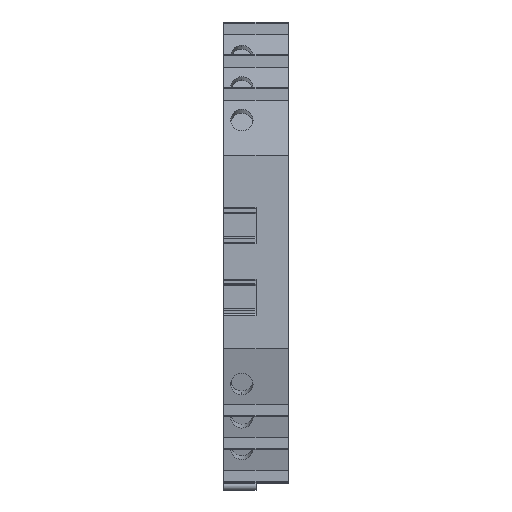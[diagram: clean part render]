
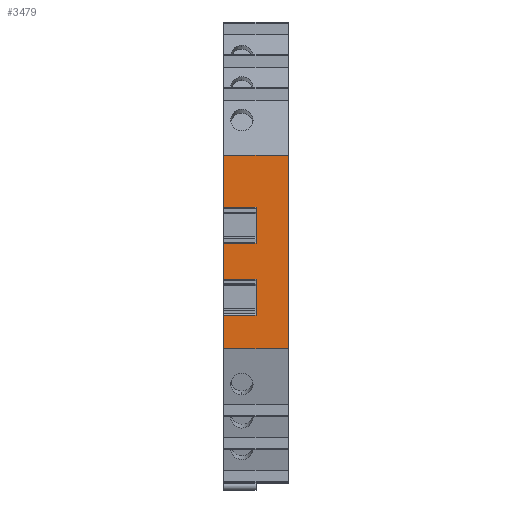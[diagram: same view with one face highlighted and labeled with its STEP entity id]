
A CAD part, top view. The second image highlights one B-rep face of the part: STEP entity #3479.
In plain terms, the highlighted planar face has unit normal (0, 0, 1).
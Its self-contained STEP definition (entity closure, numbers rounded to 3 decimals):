
#3402=AXIS2_PLACEMENT_3D('Plane Axis2P3D',#3399,#3400,#3401) ;
#1725=CARTESIAN_POINT('Vertex',(0.,26.488,79.34)) ;
#1728=CARTESIAN_POINT('Line Origine',(0.,26.788,79.34)) ;
#1732=CARTESIAN_POINT('Vertex',(0.,27.088,79.34)) ;
#1735=CARTESIAN_POINT('Line Origine',(0.,27.346,79.34)) ;
#1739=CARTESIAN_POINT('Vertex',(0.,27.603,79.34)) ;
#1742=CARTESIAN_POINT('Line Origine',(0.,28.535,79.34)) ;
#1746=CARTESIAN_POINT('Vertex',(0.,29.467,79.34)) ;
#1749=CARTESIAN_POINT('Line Origine',(0.,29.624,79.34)) ;
#1753=CARTESIAN_POINT('Vertex',(0.,29.782,79.34)) ;
#1756=CARTESIAN_POINT('Line Origine',(0.,31.279,79.34)) ;
#1760=CARTESIAN_POINT('Vertex',(0.,32.775,79.34)) ;
#1911=CARTESIAN_POINT('Vertex',(0.,39.575,79.34)) ;
#1914=CARTESIAN_POINT('Line Origine',(0.,40.39,79.34)) ;
#1918=CARTESIAN_POINT('Vertex',(0.,41.204,79.34)) ;
#1922=CARTESIAN_POINT('Control Point',(0.,44.821,79.34)) ;
#1923=CARTESIAN_POINT('Control Point',(0.,41.204,79.34)) ;
#1924=CARTESIAN_POINT('Vertex',(0.,44.821,79.34)) ;
#1927=CARTESIAN_POINT('Line Origine',(0.,45.567,79.34)) ;
#1931=CARTESIAN_POINT('Vertex',(0.,46.313,79.34)) ;
#2082=CARTESIAN_POINT('Vertex',(0.,53.113,79.34)) ;
#2085=CARTESIAN_POINT('Line Origine',(0.,54.603,79.34)) ;
#2089=CARTESIAN_POINT('Vertex',(0.,56.092,79.34)) ;
#2093=CARTESIAN_POINT('Control Point',(0.,59.343,79.34)) ;
#2094=CARTESIAN_POINT('Control Point',(0.,56.092,79.34)) ;
#2095=CARTESIAN_POINT('Vertex',(0.,59.343,79.34)) ;
#2098=CARTESIAN_POINT('Line Origine',(0.,59.539,79.34)) ;
#2102=CARTESIAN_POINT('Vertex',(0.,59.735,79.34)) ;
#2105=CARTESIAN_POINT('Line Origine',(0.,60.667,79.34)) ;
#2109=CARTESIAN_POINT('Vertex',(0.,61.599,79.34)) ;
#2112=CARTESIAN_POINT('Line Origine',(0.,61.856,79.34)) ;
#2116=CARTESIAN_POINT('Vertex',(0.,62.114,79.34)) ;
#2119=CARTESIAN_POINT('Line Origine',(0.,62.501,79.34)) ;
#2123=CARTESIAN_POINT('Vertex',(0.,62.888,79.34)) ;
#3329=CARTESIAN_POINT('Line Origine',(6.1,62.888,79.34)) ;
#3333=CARTESIAN_POINT('Vertex',(12.2,62.888,79.34)) ;
#3399=CARTESIAN_POINT('Axis2P3D Location',(0.,60.226,79.34)) ;
#3404=CARTESIAN_POINT('Line Origine',(3.05,32.775,79.34)) ;
#3408=CARTESIAN_POINT('Vertex',(6.1,32.775,79.34)) ;
#3411=CARTESIAN_POINT('Line Origine',(6.1,26.488,79.34)) ;
#3415=CARTESIAN_POINT('Vertex',(12.2,26.488,79.34)) ;
#3418=CARTESIAN_POINT('Line Origine',(12.2,44.688,79.34)) ;
#3423=CARTESIAN_POINT('Line Origine',(3.05,53.113,79.34)) ;
#3427=CARTESIAN_POINT('Vertex',(6.1,53.113,79.34)) ;
#3430=CARTESIAN_POINT('Line Origine',(6.1,49.713,79.34)) ;
#3434=CARTESIAN_POINT('Vertex',(6.1,46.313,79.34)) ;
#3437=CARTESIAN_POINT('Line Origine',(3.05,46.313,79.34)) ;
#3442=CARTESIAN_POINT('Line Origine',(3.05,39.575,79.34)) ;
#3446=CARTESIAN_POINT('Vertex',(6.1,39.575,79.34)) ;
#3449=CARTESIAN_POINT('Line Origine',(6.1,36.175,79.34)) ;
#1729=DIRECTION('Vector Direction',(0.,1.,0.)) ;
#1736=DIRECTION('Vector Direction',(0.,1.,0.)) ;
#1743=DIRECTION('Vector Direction',(0.,-1.,0.)) ;
#1750=DIRECTION('Vector Direction',(0.,1.,0.)) ;
#1757=DIRECTION('Vector Direction',(0.,-1.,0.)) ;
#1915=DIRECTION('Vector Direction',(0.,-1.,0.)) ;
#1928=DIRECTION('Vector Direction',(0.,-1.,0.)) ;
#2086=DIRECTION('Vector Direction',(0.,1.,0.)) ;
#2099=DIRECTION('Vector Direction',(0.,1.,0.)) ;
#2106=DIRECTION('Vector Direction',(0.,1.,0.)) ;
#2113=DIRECTION('Vector Direction',(0.,1.,0.)) ;
#2120=DIRECTION('Vector Direction',(0.,1.,0.)) ;
#3330=DIRECTION('Vector Direction',(1.,0.,0.)) ;
#3400=DIRECTION('Axis2P3D Direction',(0.,0.,-1.)) ;
#3401=DIRECTION('Axis2P3D XDirection',(0.,1.,0.)) ;
#3405=DIRECTION('Vector Direction',(-1.,0.,0.)) ;
#3412=DIRECTION('Vector Direction',(1.,0.,0.)) ;
#3419=DIRECTION('Vector Direction',(0.,-1.,0.)) ;
#3424=DIRECTION('Vector Direction',(-1.,0.,0.)) ;
#3431=DIRECTION('Vector Direction',(0.,-1.,0.)) ;
#3438=DIRECTION('Vector Direction',(-1.,0.,0.)) ;
#3443=DIRECTION('Vector Direction',(-1.,0.,0.)) ;
#3450=DIRECTION('Vector Direction',(0.,-1.,0.)) ;
#1730=VECTOR('Line Direction',#1729,1.) ;
#1737=VECTOR('Line Direction',#1736,1.) ;
#1744=VECTOR('Line Direction',#1743,1.) ;
#1751=VECTOR('Line Direction',#1750,1.) ;
#1758=VECTOR('Line Direction',#1757,1.) ;
#1916=VECTOR('Line Direction',#1915,1.) ;
#1929=VECTOR('Line Direction',#1928,1.) ;
#2087=VECTOR('Line Direction',#2086,1.) ;
#2100=VECTOR('Line Direction',#2099,1.) ;
#2107=VECTOR('Line Direction',#2106,1.) ;
#2114=VECTOR('Line Direction',#2113,1.) ;
#2121=VECTOR('Line Direction',#2120,1.) ;
#3331=VECTOR('Line Direction',#3330,1.) ;
#3406=VECTOR('Line Direction',#3405,1.) ;
#3413=VECTOR('Line Direction',#3412,1.) ;
#3420=VECTOR('Line Direction',#3419,1.) ;
#3425=VECTOR('Line Direction',#3424,1.) ;
#3432=VECTOR('Line Direction',#3431,1.) ;
#3439=VECTOR('Line Direction',#3438,1.) ;
#3444=VECTOR('Line Direction',#3443,1.) ;
#3451=VECTOR('Line Direction',#3450,1.) ;
#3455=ORIENTED_EDGE('',*,*,#3410,.T.) ;
#3456=ORIENTED_EDGE('',*,*,#1762,.F.) ;
#3457=ORIENTED_EDGE('',*,*,#1755,.F.) ;
#3458=ORIENTED_EDGE('',*,*,#1748,.F.) ;
#3459=ORIENTED_EDGE('',*,*,#1741,.F.) ;
#3460=ORIENTED_EDGE('',*,*,#1734,.F.) ;
#3461=ORIENTED_EDGE('',*,*,#3417,.T.) ;
#3462=ORIENTED_EDGE('',*,*,#3422,.F.) ;
#3463=ORIENTED_EDGE('',*,*,#3335,.F.) ;
#3464=ORIENTED_EDGE('',*,*,#2125,.F.) ;
#3465=ORIENTED_EDGE('',*,*,#2118,.F.) ;
#3466=ORIENTED_EDGE('',*,*,#2111,.F.) ;
#3467=ORIENTED_EDGE('',*,*,#2104,.F.) ;
#3468=ORIENTED_EDGE('',*,*,#2097,.F.) ;
#3469=ORIENTED_EDGE('',*,*,#2091,.F.) ;
#3470=ORIENTED_EDGE('',*,*,#3429,.F.) ;
#3471=ORIENTED_EDGE('',*,*,#3436,.F.) ;
#3472=ORIENTED_EDGE('',*,*,#3441,.T.) ;
#3473=ORIENTED_EDGE('',*,*,#1933,.F.) ;
#3474=ORIENTED_EDGE('',*,*,#1926,.F.) ;
#3475=ORIENTED_EDGE('',*,*,#1920,.F.) ;
#3476=ORIENTED_EDGE('',*,*,#3448,.F.) ;
#3477=ORIENTED_EDGE('',*,*,#3453,.F.) ;
#3479=ADVANCED_FACE('GEHAEUSE',(#3478),#3403,.F.) ;
#1921=B_SPLINE_CURVE_WITH_KNOTS('',1,(#1922,#1923),.UNSPECIFIED.,.F.,.U.,(2,2),(0.,3.617),.UNSPECIFIED.) ;
#2092=B_SPLINE_CURVE_WITH_KNOTS('',1,(#2093,#2094),.UNSPECIFIED.,.F.,.U.,(2,2),(0.,3.251),.UNSPECIFIED.) ;
#1734=EDGE_CURVE('',#1726,#1733,#1731,.T.) ;
#1741=EDGE_CURVE('',#1733,#1740,#1738,.T.) ;
#1748=EDGE_CURVE('',#1740,#1747,#1745,.F.) ;
#1755=EDGE_CURVE('',#1747,#1754,#1752,.T.) ;
#1762=EDGE_CURVE('',#1754,#1761,#1759,.F.) ;
#1920=EDGE_CURVE('',#1912,#1919,#1917,.F.) ;
#1926=EDGE_CURVE('',#1919,#1925,#1921,.F.) ;
#1933=EDGE_CURVE('',#1925,#1932,#1930,.F.) ;
#2091=EDGE_CURVE('',#2083,#2090,#2088,.T.) ;
#2097=EDGE_CURVE('',#2090,#2096,#2092,.F.) ;
#2104=EDGE_CURVE('',#2096,#2103,#2101,.T.) ;
#2111=EDGE_CURVE('',#2103,#2110,#2108,.T.) ;
#2118=EDGE_CURVE('',#2110,#2117,#2115,.T.) ;
#2125=EDGE_CURVE('',#2117,#2124,#2122,.T.) ;
#3335=EDGE_CURVE('',#2124,#3334,#3332,.T.) ;
#3410=EDGE_CURVE('',#3409,#1761,#3407,.T.) ;
#3417=EDGE_CURVE('',#1726,#3416,#3414,.T.) ;
#3422=EDGE_CURVE('',#3334,#3416,#3421,.T.) ;
#3429=EDGE_CURVE('',#3428,#2083,#3426,.T.) ;
#3436=EDGE_CURVE('',#3435,#3428,#3433,.F.) ;
#3441=EDGE_CURVE('',#3435,#1932,#3440,.T.) ;
#3448=EDGE_CURVE('',#3447,#1912,#3445,.T.) ;
#3453=EDGE_CURVE('',#3409,#3447,#3452,.F.) ;
#3454=EDGE_LOOP('',(#3455,#3456,#3457,#3458,#3459,#3460,#3461,#3462,#3463,#3464,#3465,#3466,#3467,#3468,#3469,#3470,#3471,#3472,#3473,#3474,#3475,#3476,#3477)) ;
#3478=FACE_OUTER_BOUND('',#3454,.T.) ;
#1731=LINE('Line',#1728,#1730) ;
#1738=LINE('Line',#1735,#1737) ;
#1745=LINE('Line',#1742,#1744) ;
#1752=LINE('Line',#1749,#1751) ;
#1759=LINE('Line',#1756,#1758) ;
#1917=LINE('Line',#1914,#1916) ;
#1930=LINE('Line',#1927,#1929) ;
#2088=LINE('Line',#2085,#2087) ;
#2101=LINE('Line',#2098,#2100) ;
#2108=LINE('Line',#2105,#2107) ;
#2115=LINE('Line',#2112,#2114) ;
#2122=LINE('Line',#2119,#2121) ;
#3332=LINE('Line',#3329,#3331) ;
#3407=LINE('Line',#3404,#3406) ;
#3414=LINE('Line',#3411,#3413) ;
#3421=LINE('Line',#3418,#3420) ;
#3426=LINE('Line',#3423,#3425) ;
#3433=LINE('Line',#3430,#3432) ;
#3440=LINE('Line',#3437,#3439) ;
#3445=LINE('Line',#3442,#3444) ;
#3452=LINE('Line',#3449,#3451) ;
#3403=PLANE('',#3402) ;
#1726=VERTEX_POINT('',#1725) ;
#1733=VERTEX_POINT('',#1732) ;
#1740=VERTEX_POINT('',#1739) ;
#1747=VERTEX_POINT('',#1746) ;
#1754=VERTEX_POINT('',#1753) ;
#1761=VERTEX_POINT('',#1760) ;
#1912=VERTEX_POINT('',#1911) ;
#1919=VERTEX_POINT('',#1918) ;
#1925=VERTEX_POINT('',#1924) ;
#1932=VERTEX_POINT('',#1931) ;
#2083=VERTEX_POINT('',#2082) ;
#2090=VERTEX_POINT('',#2089) ;
#2096=VERTEX_POINT('',#2095) ;
#2103=VERTEX_POINT('',#2102) ;
#2110=VERTEX_POINT('',#2109) ;
#2117=VERTEX_POINT('',#2116) ;
#2124=VERTEX_POINT('',#2123) ;
#3334=VERTEX_POINT('',#3333) ;
#3409=VERTEX_POINT('',#3408) ;
#3416=VERTEX_POINT('',#3415) ;
#3428=VERTEX_POINT('',#3427) ;
#3435=VERTEX_POINT('',#3434) ;
#3447=VERTEX_POINT('',#3446) ;
